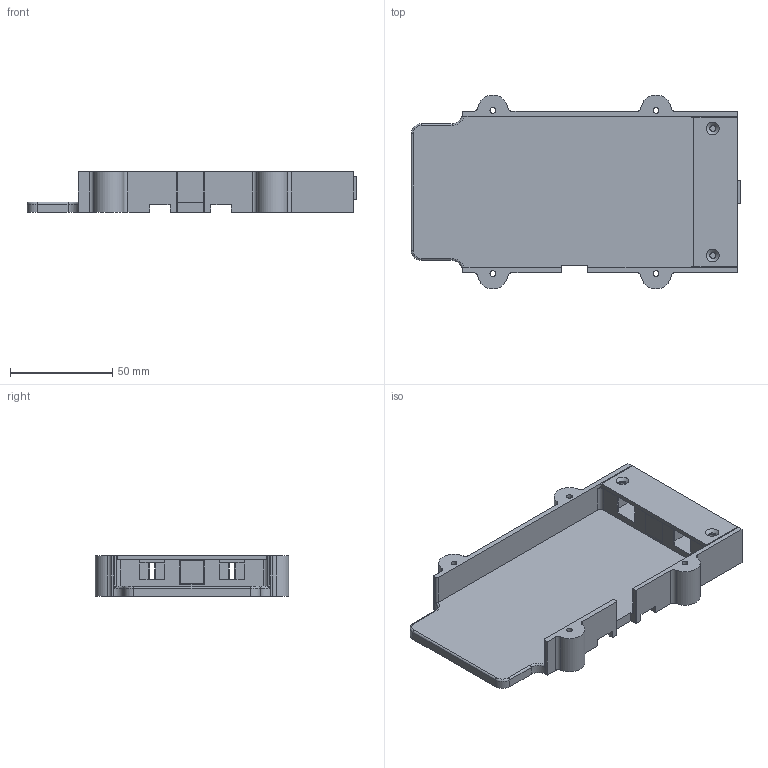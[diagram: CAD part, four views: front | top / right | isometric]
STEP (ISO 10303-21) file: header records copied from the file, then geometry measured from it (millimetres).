
FILE_DESCRIPTION (( 'STEP AP214' ), '1' );
FILE_NAME ('Battery_Compartment.STEP', '2023-03-20T17:00:25', ( '' ), ( '' ), 'SwSTEP 2.0', 'SolidWorks 2019', '' );
FILE_SCHEMA (( 'AUTOMOTIVE_DESIGN' ));
Length unit declared in the file: millimetre
Products named in the file (4): Battery_Compartment; Akkuhalter_Eject_Element; Akkuhalter_Deckel; Akkuhalterung_Hauptteil
Assembly tree (3 placements, depth 2):
  Battery_Compartment
    Akkuhalter_Deckel
    Akkuhalter_Eject_Element
    Akkuhalterung_Hauptteil
Bounding box: 161.5 x 94.95 x 20 mm (x, y, z)
Volume: 81086.8 mm3; surface area: 46375.9 mm2
Topology: 3 solids, 3 shells, 199 faces, 527 edges, 334 vertices
Faces by surface type: plane 115, cylinder 68, sphere 8, torus 6, cone 2
Full cylindrical faces by diameter (mm): 2.8 x6, 3.4 x2, 4.5 x2
Entity records: 6179 total; most frequent: CARTESIAN_POINT 1058, DIRECTION 1057, ORIENTED_EDGE 1006, EDGE_CURVE 503, VECTOR 355, LINE 355, AXIS2_PLACEMENT_3D 351, VERTEX_POINT 332
